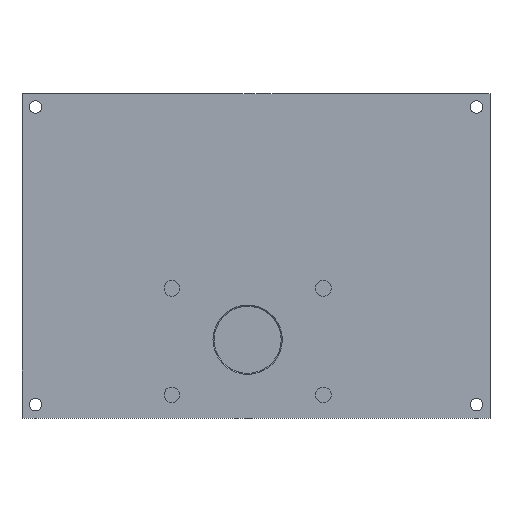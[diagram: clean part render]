
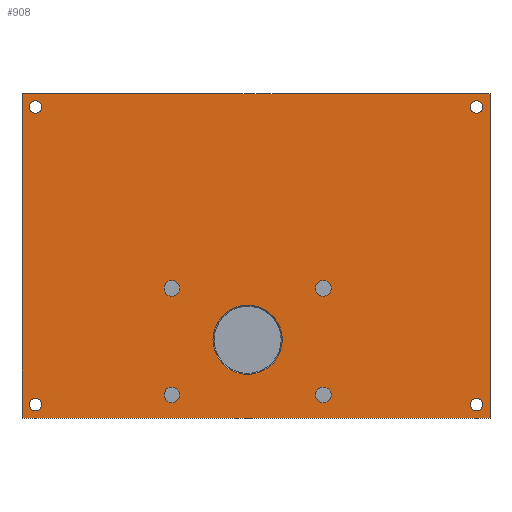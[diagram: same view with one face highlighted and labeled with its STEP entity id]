
A CAD part, top view. The second image highlights one B-rep face of the part: STEP entity #908.
In plain terms, the highlighted planar face has unit normal (0, 0, 1).
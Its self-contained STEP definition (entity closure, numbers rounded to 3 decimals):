
#41=PLANE('',#1004);
#92=LINE('',#1571,#146);
#93=LINE('',#1573,#147);
#94=LINE('',#1575,#148);
#95=LINE('',#1576,#149);
#146=VECTOR('',#1235,10.);
#147=VECTOR('',#1236,10.);
#148=VECTOR('',#1237,10.);
#149=VECTOR('',#1238,10.);
#190=FACE_BOUND('',#333,.T.);
#191=FACE_BOUND('',#334,.T.);
#192=FACE_BOUND('',#335,.T.);
#193=FACE_BOUND('',#336,.T.);
#194=FACE_BOUND('',#337,.T.);
#195=FACE_BOUND('',#338,.T.);
#196=FACE_BOUND('',#339,.T.);
#197=FACE_BOUND('',#340,.T.);
#198=FACE_BOUND('',#341,.T.);
#245=FACE_OUTER_BOUND('',#332,.T.);
#332=EDGE_LOOP('',(#799,#800,#801,#802));
#333=EDGE_LOOP('',(#803));
#334=EDGE_LOOP('',(#804));
#335=EDGE_LOOP('',(#805));
#336=EDGE_LOOP('',(#806));
#337=EDGE_LOOP('',(#807));
#338=EDGE_LOOP('',(#808));
#339=EDGE_LOOP('',(#809));
#340=EDGE_LOOP('',(#810));
#341=EDGE_LOOP('',(#811));
#415=CIRCLE('',#1003,9.3);
#416=CIRCLE('',#1005,1.666);
#417=CIRCLE('',#1006,2.1);
#418=CIRCLE('',#1007,1.666);
#419=CIRCLE('',#1008,2.1);
#420=CIRCLE('',#1009,1.666);
#421=CIRCLE('',#1010,2.1);
#422=CIRCLE('',#1011,2.1);
#423=CIRCLE('',#1012,1.666);
#499=VERTEX_POINT('',#1566);
#500=VERTEX_POINT('',#1569);
#501=VERTEX_POINT('',#1570);
#502=VERTEX_POINT('',#1572);
#503=VERTEX_POINT('',#1574);
#504=VERTEX_POINT('',#1577);
#505=VERTEX_POINT('',#1579);
#506=VERTEX_POINT('',#1581);
#507=VERTEX_POINT('',#1583);
#508=VERTEX_POINT('',#1585);
#509=VERTEX_POINT('',#1587);
#510=VERTEX_POINT('',#1589);
#511=VERTEX_POINT('',#1591);
#607=EDGE_CURVE('',#499,#499,#415,.T.);
#608=EDGE_CURVE('',#500,#501,#92,.T.);
#609=EDGE_CURVE('',#501,#502,#93,.T.);
#610=EDGE_CURVE('',#502,#503,#94,.T.);
#611=EDGE_CURVE('',#503,#500,#95,.T.);
#612=EDGE_CURVE('',#504,#504,#416,.T.);
#613=EDGE_CURVE('',#505,#505,#417,.T.);
#614=EDGE_CURVE('',#506,#506,#418,.T.);
#615=EDGE_CURVE('',#507,#507,#419,.T.);
#616=EDGE_CURVE('',#508,#508,#420,.T.);
#617=EDGE_CURVE('',#509,#509,#421,.T.);
#618=EDGE_CURVE('',#510,#510,#422,.T.);
#619=EDGE_CURVE('',#511,#511,#423,.T.);
#799=ORIENTED_EDGE('',*,*,#608,.T.);
#800=ORIENTED_EDGE('',*,*,#609,.T.);
#801=ORIENTED_EDGE('',*,*,#610,.T.);
#802=ORIENTED_EDGE('',*,*,#611,.T.);
#803=ORIENTED_EDGE('',*,*,#612,.T.);
#804=ORIENTED_EDGE('',*,*,#613,.T.);
#805=ORIENTED_EDGE('',*,*,#614,.T.);
#806=ORIENTED_EDGE('',*,*,#615,.T.);
#807=ORIENTED_EDGE('',*,*,#616,.T.);
#808=ORIENTED_EDGE('',*,*,#617,.T.);
#809=ORIENTED_EDGE('',*,*,#618,.T.);
#810=ORIENTED_EDGE('',*,*,#619,.T.);
#811=ORIENTED_EDGE('',*,*,#607,.F.);
#908=ADVANCED_FACE('',(#245,#190,#191,#192,#193,#194,#195,#196,#197,#198),
#41,.T.);
#1003=AXIS2_PLACEMENT_3D('',#1567,#1231,#1232);
#1004=AXIS2_PLACEMENT_3D('',#1568,#1233,#1234);
#1005=AXIS2_PLACEMENT_3D('',#1578,#1239,#1240);
#1006=AXIS2_PLACEMENT_3D('',#1580,#1241,#1242);
#1007=AXIS2_PLACEMENT_3D('',#1582,#1243,#1244);
#1008=AXIS2_PLACEMENT_3D('',#1584,#1245,#1246);
#1009=AXIS2_PLACEMENT_3D('',#1586,#1247,#1248);
#1010=AXIS2_PLACEMENT_3D('',#1588,#1249,#1250);
#1011=AXIS2_PLACEMENT_3D('',#1590,#1251,#1252);
#1012=AXIS2_PLACEMENT_3D('',#1592,#1253,#1254);
#1231=DIRECTION('center_axis',(0.,0.,1.));
#1232=DIRECTION('ref_axis',(-1.,0.,0.));
#1233=DIRECTION('center_axis',(0.,0.,1.));
#1234=DIRECTION('ref_axis',(1.,0.,0.));
#1235=DIRECTION('',(0.,-1.,0.));
#1236=DIRECTION('',(1.,0.,0.));
#1237=DIRECTION('',(0.,1.,0.));
#1238=DIRECTION('',(-1.,0.,0.));
#1239=DIRECTION('center_axis',(0.,0.,-1.));
#1240=DIRECTION('ref_axis',(-1.,0.,0.));
#1241=DIRECTION('center_axis',(0.,0.,-1.));
#1242=DIRECTION('ref_axis',(-1.,0.,0.));
#1243=DIRECTION('center_axis',(0.,0.,-1.));
#1244=DIRECTION('ref_axis',(-1.,0.,0.));
#1245=DIRECTION('center_axis',(0.,0.,-1.));
#1246=DIRECTION('ref_axis',(-1.,0.,0.));
#1247=DIRECTION('center_axis',(0.,0.,-1.));
#1248=DIRECTION('ref_axis',(-1.,0.,0.));
#1249=DIRECTION('center_axis',(0.,0.,-1.));
#1250=DIRECTION('ref_axis',(-1.,0.,0.));
#1251=DIRECTION('center_axis',(0.,0.,-1.));
#1252=DIRECTION('ref_axis',(-1.,0.,0.));
#1253=DIRECTION('center_axis',(0.,0.,-1.));
#1254=DIRECTION('ref_axis',(-1.,0.,0.));
#1566=CARTESIAN_POINT('',(69.8,21.,46.5));
#1567=CARTESIAN_POINT('Origin',(60.5,21.,46.5));
#1568=CARTESIAN_POINT('Origin',(62.75,43.5,46.5));
#1569=CARTESIAN_POINT('',(0.,87.,46.5));
#1570=CARTESIAN_POINT('',(0.,0.,46.5));
#1571=CARTESIAN_POINT('',(0.,87.,46.5));
#1572=CARTESIAN_POINT('',(125.5,0.,46.5));
#1573=CARTESIAN_POINT('',(0.,0.,46.5));
#1574=CARTESIAN_POINT('',(125.5,87.,46.5));
#1575=CARTESIAN_POINT('',(125.5,0.,46.5));
#1576=CARTESIAN_POINT('',(125.5,87.,46.5));
#1577=CARTESIAN_POINT('',(5.266,83.4,46.5));
#1578=CARTESIAN_POINT('Origin',(3.6,83.4,46.5));
#1579=CARTESIAN_POINT('',(82.9,34.8,46.5));
#1580=CARTESIAN_POINT('Origin',(80.8,34.8,46.5));
#1581=CARTESIAN_POINT('',(5.266,3.6,46.5));
#1582=CARTESIAN_POINT('Origin',(3.6,3.6,46.5));
#1583=CARTESIAN_POINT('',(42.3,34.8,46.5));
#1584=CARTESIAN_POINT('Origin',(40.2,34.8,46.5));
#1585=CARTESIAN_POINT('',(123.566,83.4,46.5));
#1586=CARTESIAN_POINT('Origin',(121.9,83.4,46.5));
#1587=CARTESIAN_POINT('',(82.9,6.2,46.5));
#1588=CARTESIAN_POINT('Origin',(80.8,6.2,46.5));
#1589=CARTESIAN_POINT('',(42.3,6.2,46.5));
#1590=CARTESIAN_POINT('Origin',(40.2,6.2,46.5));
#1591=CARTESIAN_POINT('',(123.566,3.6,46.5));
#1592=CARTESIAN_POINT('Origin',(121.9,3.6,46.5));
